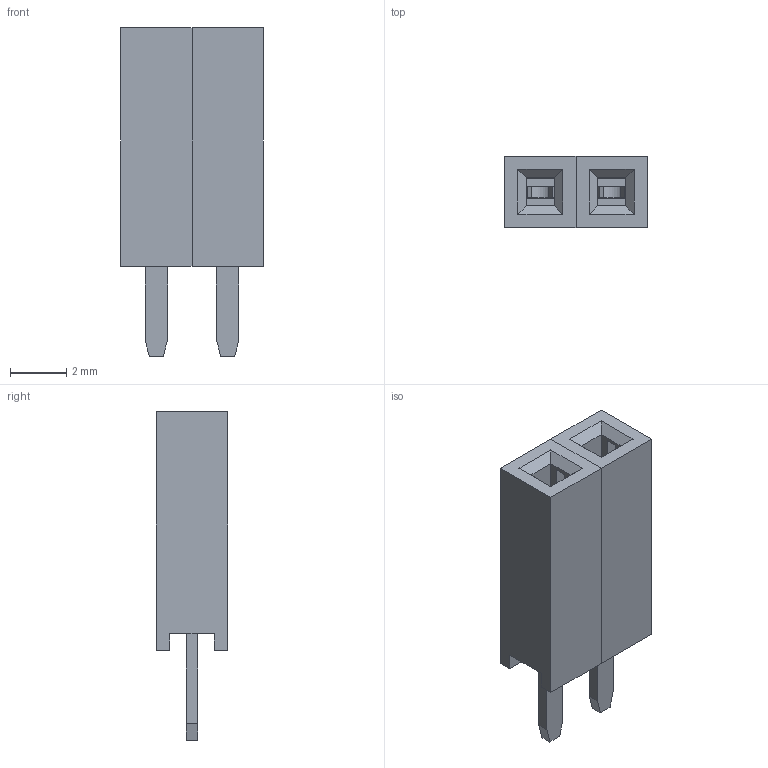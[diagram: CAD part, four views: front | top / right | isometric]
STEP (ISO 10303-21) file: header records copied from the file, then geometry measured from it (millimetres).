
FILE_DESCRIPTION (( 'STEP AP214' ), '1' );
FILE_NAME ('User Library-HeaderRangLuocDonThang2.54mm.STEP', '2019-04-08T09:23:47', ( '' ), ( '' ), 'SwSTEP 2.0', 'SolidWorks 2019', '' );
FILE_SCHEMA (( 'AUTOMOTIVE_DESIGN' ));
Length unit declared in the file: millimetre
Products named in the file (1): User Library-HeaderRangLuocDonThang2.54mm
Bounding box: 5.08 x 2.54 x 11.7 mm (x, y, z)
Volume: 91.4 mm3; surface area: 346.5 mm2
Topology: 2 solids, 2 shells, 96 faces, 268 edges, 176 vertices
Faces by surface type: plane 94, cylinder 2
Entity records: 4127 total; most frequent: CARTESIAN_POINT 541, ORIENTED_EDGE 536, DIRECTION 466, EDGE_CURVE 268, LINE 264, VECTOR 264, VERTEX_POINT 176, EDGE_LOOP 104
